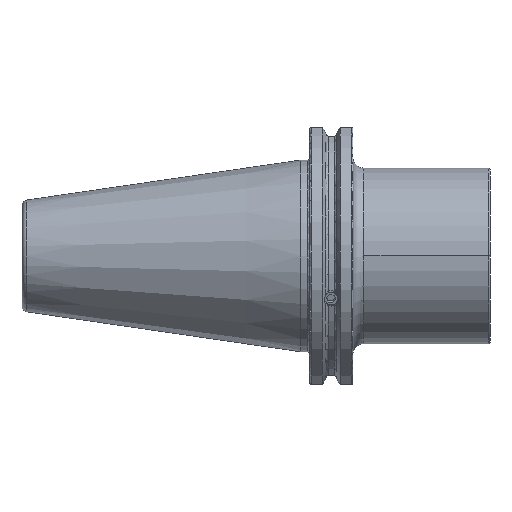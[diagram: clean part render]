
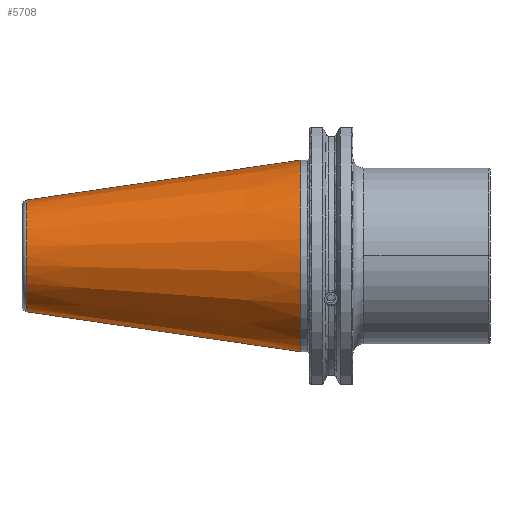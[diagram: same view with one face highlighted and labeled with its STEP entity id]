
A CAD part, front view. The second image highlights one B-rep face of the part: STEP entity #5708.
In plain terms, the highlighted conical face has half-angle 8.297 degrees and reference radius 34.925 mm.
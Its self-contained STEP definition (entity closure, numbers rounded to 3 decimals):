
#224 = EDGE_CURVE ( 'NONE', #5589, #5386, #1728, .T. ) ;
#519 = CARTESIAN_POINT ( 'NONE',  ( 0., 0., 34.925 ) ) ;
#559 = DIRECTION ( 'NONE',  ( 0.99, 0., 0.144 ) ) ;
#715 = VERTEX_POINT ( 'NONE', #3820 ) ;
#1080 = CARTESIAN_POINT ( 'NONE',  ( 0., 0., 0. ) ) ;
#1096 = DIRECTION ( 'NONE',  ( 0.99, 0., -0.144 ) ) ;
#1262 = EDGE_CURVE ( 'NONE', #3860, #5386, #4380, .T. ) ;
#1636 = DIRECTION ( 'NONE',  ( 0., 0., 1. ) ) ;
#1655 = ORIENTED_EDGE ( 'NONE', *, *, #1262, .F. ) ;
#1728 = CIRCLE ( 'NONE', #5042, 34.925 ) ;
#1949 = LINE ( 'NONE', #4413, #2107 ) ;
#2107 = VECTOR ( 'NONE', #1096, 1000. ) ;
#2421 = DIRECTION ( 'NONE',  ( -1., 0., 0. ) ) ;
#2487 = ORIENTED_EDGE ( 'NONE', *, *, #224, .T. ) ;
#2502 = CONICAL_SURFACE ( 'NONE', #5309, 34.925, 0.145 ) ;
#2735 = VECTOR ( 'NONE', #559, 1000. ) ;
#2970 = EDGE_CURVE ( 'NONE', #715, #5589, #1949, .T. ) ;
#3820 = CARTESIAN_POINT ( 'NONE',  ( -99.889, 0., -20.358 ) ) ;
#3860 = VERTEX_POINT ( 'NONE', #4915 ) ;
#3956 = ORIENTED_EDGE ( 'NONE', *, *, #2970, .T. ) ;
#4380 = LINE ( 'NONE', #519, #2735 ) ;
#4413 = CARTESIAN_POINT ( 'NONE',  ( 0., 0., -34.925 ) ) ;
#4612 = CARTESIAN_POINT ( 'NONE',  ( 0., 0., 0. ) ) ;
#4915 = CARTESIAN_POINT ( 'NONE',  ( -99.889, 0., 20.358 ) ) ;
#4985 = DIRECTION ( 'NONE',  ( -1., 0., 0. ) ) ;
#5042 = AXIS2_PLACEMENT_3D ( 'NONE', #1080, #4985, #1636 ) ;
#5215 = CARTESIAN_POINT ( 'NONE',  ( 0., 0., 34.925 ) ) ;
#5309 = AXIS2_PLACEMENT_3D ( 'NONE', #4612, #5772, #6331 ) ;
#5386 = VERTEX_POINT ( 'NONE', #5215 ) ;
#5475 = CIRCLE ( 'NONE', #6041, 20.358 ) ;
#5589 = VERTEX_POINT ( 'NONE', #6058 ) ;
#5708 = ADVANCED_FACE ( 'NONE', ( #6960 ), #2502, .T. ) ;
#5730 = EDGE_CURVE ( 'NONE', #715, #3860, #5475, .T. ) ;
#5772 = DIRECTION ( 'NONE',  ( 1., 0., 0. ) ) ;
#5793 = CARTESIAN_POINT ( 'NONE',  ( -99.889, 0., 0. ) ) ;
#6041 = AXIS2_PLACEMENT_3D ( 'NONE', #5793, #2421, #6351 ) ;
#6058 = CARTESIAN_POINT ( 'NONE',  ( 0., 0., -34.925 ) ) ;
#6331 = DIRECTION ( 'NONE',  ( 0., 0., -1. ) ) ;
#6351 = DIRECTION ( 'NONE',  ( 0., 0., 1. ) ) ;
#6615 = EDGE_LOOP ( 'NONE', ( #1655, #6904, #3956, #2487 ) ) ;
#6904 = ORIENTED_EDGE ( 'NONE', *, *, #5730, .F. ) ;
#6960 = FACE_OUTER_BOUND ( 'NONE', #6615, .T. ) ;
